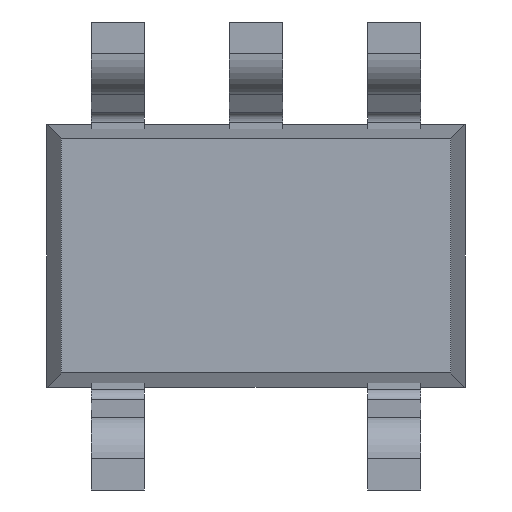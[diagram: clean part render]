
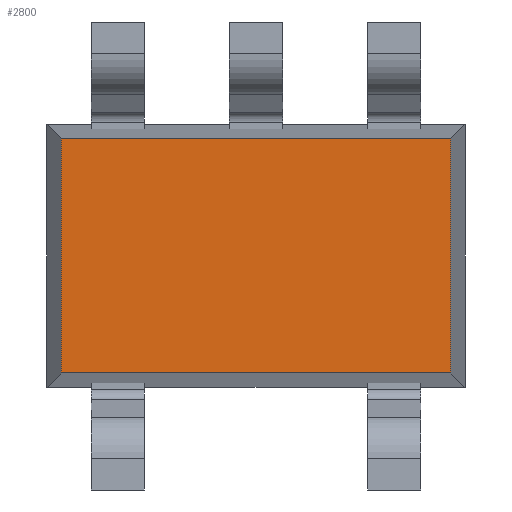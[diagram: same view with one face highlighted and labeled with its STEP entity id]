
A CAD part, front view. The second image highlights one B-rep face of the part: STEP entity #2800.
In plain terms, the highlighted planar face has unit normal (0, -1, 0).
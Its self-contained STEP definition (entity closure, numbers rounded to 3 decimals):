
#177 = DIRECTION ( 'NONE',  ( 0., 0., -1. ) ) ;
#239 = CARTESIAN_POINT ( 'NONE',  ( 0.915, 0.12, 0.55 ) ) ;
#986 = LINE ( 'NONE', #7286, #6881 ) ;
#1001 = LINE ( 'NONE', #3468, #7143 ) ;
#1174 = CARTESIAN_POINT ( 'NONE',  ( 0.915, 0.12, -0.55 ) ) ;
#1355 = CARTESIAN_POINT ( 'NONE',  ( -0.915, 0.12, -0.55 ) ) ;
#1892 = EDGE_CURVE ( 'NONE', #9343, #2927, #4548, .T. ) ;
#2213 = LINE ( 'NONE', #239, #7873 ) ;
#2437 = DIRECTION ( 'NONE',  ( 1., 0., 0. ) ) ;
#2800 = ADVANCED_FACE ( 'NONE', ( #9507 ), #2953, .T. ) ;
#2927 = VERTEX_POINT ( 'NONE', #7791 ) ;
#2953 = PLANE ( 'NONE',  #4091 ) ;
#2989 = ORIENTED_EDGE ( 'NONE', *, *, #3611, .F. ) ;
#3468 = CARTESIAN_POINT ( 'NONE',  ( -0.915, 0.12, 0.55 ) ) ;
#3611 = EDGE_CURVE ( 'NONE', #2927, #7498, #2213, .T. ) ;
#3720 = EDGE_CURVE ( 'NONE', #9348, #9343, #1001, .T. ) ;
#3736 = DIRECTION ( 'NONE',  ( 0., 0., -1. ) ) ;
#4091 = AXIS2_PLACEMENT_3D ( 'NONE', #7572, #8341, #3736 ) ;
#4548 = LINE ( 'NONE', #8543, #8393 ) ;
#4895 = DIRECTION ( 'NONE',  ( 0., 0., 1. ) ) ;
#5969 = CARTESIAN_POINT ( 'NONE',  ( -0.915, 0.12, 0.55 ) ) ;
#6624 = ORIENTED_EDGE ( 'NONE', *, *, #3720, .F. ) ;
#6881 = VECTOR ( 'NONE', #8061, 1000. ) ;
#7143 = VECTOR ( 'NONE', #4895, 1000. ) ;
#7286 = CARTESIAN_POINT ( 'NONE',  ( -0.915, 0.12, -0.55 ) ) ;
#7498 = VERTEX_POINT ( 'NONE', #1174 ) ;
#7572 = CARTESIAN_POINT ( 'NONE',  ( 0., 0.12, 0. ) ) ;
#7776 = ORIENTED_EDGE ( 'NONE', *, *, #9271, .F. ) ;
#7791 = CARTESIAN_POINT ( 'NONE',  ( 0.915, 0.12, 0.55 ) ) ;
#7873 = VECTOR ( 'NONE', #177, 1000. ) ;
#8061 = DIRECTION ( 'NONE',  ( -1., 0., 0. ) ) ;
#8211 = EDGE_LOOP ( 'NONE', ( #2989, #9339, #6624, #7776 ) ) ;
#8341 = DIRECTION ( 'NONE',  ( 0., -1., 0. ) ) ;
#8393 = VECTOR ( 'NONE', #2437, 1000. ) ;
#8543 = CARTESIAN_POINT ( 'NONE',  ( -0.915, 0.12, 0.55 ) ) ;
#9271 = EDGE_CURVE ( 'NONE', #7498, #9348, #986, .T. ) ;
#9339 = ORIENTED_EDGE ( 'NONE', *, *, #1892, .F. ) ;
#9343 = VERTEX_POINT ( 'NONE', #5969 ) ;
#9348 = VERTEX_POINT ( 'NONE', #1355 ) ;
#9507 = FACE_OUTER_BOUND ( 'NONE', #8211, .T. ) ;
